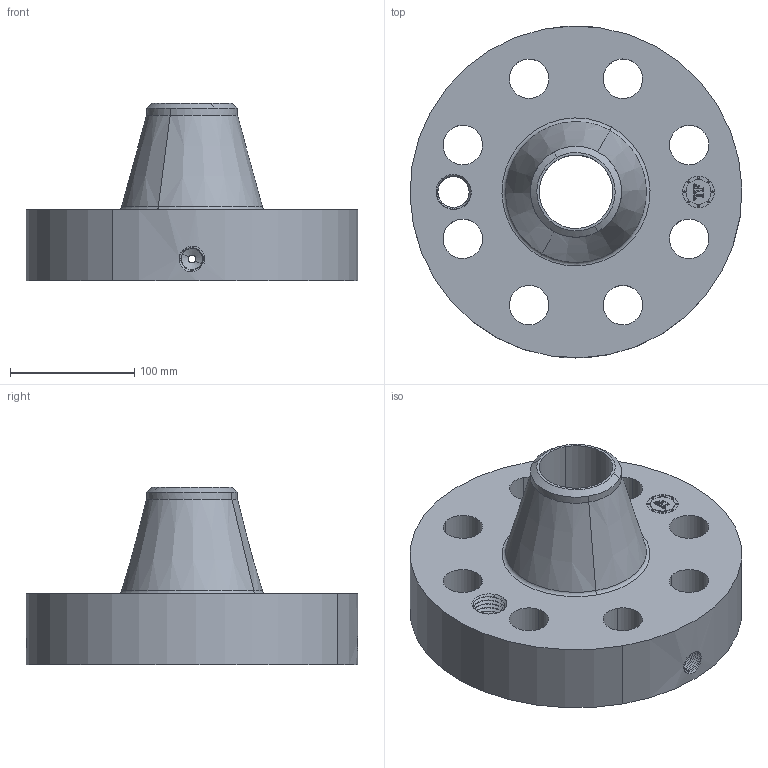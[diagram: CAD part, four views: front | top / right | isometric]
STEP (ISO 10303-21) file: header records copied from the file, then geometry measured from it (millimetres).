
FILE_DESCRIPTION(('3D STEP'),'2;1');
FILE_NAME('2.5-2500-FF-WELD-NECK-80-ORIF-FLANGE.stp','2013-11-04T02:56:15+00:00',('Texas Flange'),(''),'CATIA Version 5 Release 20 SP 6 (IN-10)','CATIA V5 STEP AP214','800-826-3801');
FILE_SCHEMA(('AUTOMOTIVE_DESIGN { 1 0 10303 214 1 1 1 1 }'));
Length unit declared in the file: inch
Products named in the file (1): 2.5-2500-FF-WELD-NECK-80-ORIF-FLANGE
Bounding box: 266.63 x 266.7 x 142.75 mm (x, y, z)
Volume: 2960724.3 mm3; surface area: 245261 mm2
Topology: 1 solids, 1 shells, 772 faces, 2098 edges, 1346 vertices
Faces by surface type: plane 368, bspline 255, cylinder 93, cone 50, revolution 4, torus 2
Entity records: 32595 total; most frequent: CARTESIAN_POINT 13406, ORIENTED_EDGE 4196, EDGE_CURVE 2098, DIRECTION 2062, VERTEX_POINT 1346, VECTOR 1182, LINE 1182, EDGE_LOOP 814
